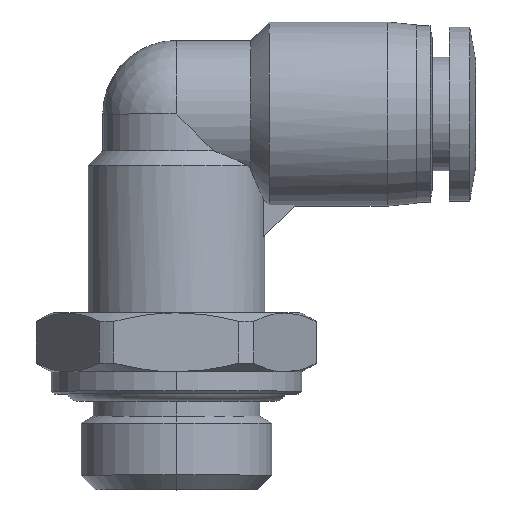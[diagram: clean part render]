
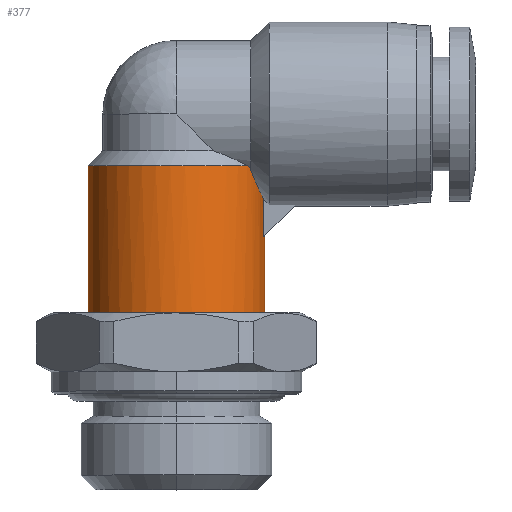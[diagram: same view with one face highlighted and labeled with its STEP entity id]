
A CAD part, top view. The second image highlights one B-rep face of the part: STEP entity #377.
In plain terms, the highlighted cylindrical face has radius 6 mm (diameter 12 mm), a partial arc.
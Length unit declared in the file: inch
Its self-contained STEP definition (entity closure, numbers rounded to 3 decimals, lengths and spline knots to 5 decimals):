
#18 = CARTESIAN_POINT ( 'NONE',  ( 0.23622, 0.20669, 0. ) ) ;
#31 = CARTESIAN_POINT ( 'NONE',  ( 0.23292, 0.20339, 0.03937 ) ) ;
#48 = DIRECTION ( 'NONE',  ( -1., 0., 0. ) ) ;
#74 = ORIENTED_EDGE ( 'NONE', *, *, #2922, .F. ) ;
#89 = CARTESIAN_POINT ( 'NONE',  ( 0.23125, 0.30733, 0.04923 ) ) ;
#172 = DIRECTION ( 'NONE',  ( 0., 1., 0. ) ) ;
#242 = CARTESIAN_POINT ( 'NONE',  ( 0.23622, 0.20669, 0. ) ) ;
#257 = CARTESIAN_POINT ( 'NONE',  ( 0.23512, 0.20559, 0.02635 ) ) ;
#262 = CARTESIAN_POINT ( 'NONE',  ( 0.23622, 0.19685, 0. ) ) ;
#265 = B_SPLINE_CURVE_WITH_KNOTS ( 'NONE', 3,
 ( #2632, #89, #1257, #1488, #1513, #1265, #1964, #340 ),
 .UNSPECIFIED., .F., .F.,
 ( 4, 2, 2, 4 ),
 ( 0., 0.00079, 0.00158, 0.00316 ),
 .UNSPECIFIED. ) ;
#331 = DIRECTION ( 'NONE',  ( 0., 1., 0. ) ) ;
#340 = CARTESIAN_POINT ( 'NONE',  ( 0.19882, 0.38157, 0.12756 ) ) ;
#343 = CARTESIAN_POINT ( 'NONE',  ( 0.1959, 0.38544, 0.13211 ) ) ;
#377 = ADVANCED_FACE ( 'NONE', ( #2769 ), #2047, .T. ) ;
#448 = ORIENTED_EDGE ( 'NONE', *, *, #2240, .T. ) ;
#459 = EDGE_LOOP ( 'NONE', ( #2338, #2862, #1448, #1264, #448, #739, #1306, #74 ) ) ;
#501 = VERTEX_POINT ( 'NONE', #1682 ) ;
#591 = VERTEX_POINT ( 'NONE', #1468 ) ;
#622 = EDGE_CURVE ( 'NONE', #2280, #2917, #640, .T. ) ;
#635 = DIRECTION ( 'NONE',  ( 0., 1., 0. ) ) ;
#640 = CIRCLE ( 'NONE', #2190, 0.23622 ) ;
#660 = EDGE_CURVE ( 'NONE', #501, #1690, #732, .T. ) ;
#674 = CARTESIAN_POINT ( 'NONE',  ( -0.23622, 0.3937, 0. ) ) ;
#732 =( BOUNDED_CURVE ( )  B_SPLINE_CURVE ( 3, ( #31, #257, #1627, #18 ),
 .UNSPECIFIED., .F., .F. ) 
 B_SPLINE_CURVE_WITH_KNOTS ( ( 4, 4 ),
 ( 6.11574, 6.28319 ),
 .UNSPECIFIED. ) 
 CURVE ( )  GEOMETRIC_REPRESENTATION_ITEM ( )  RATIONAL_B_SPLINE_CURVE ( ( 1., 0.998, 0.998, 1. ) ) 
 REPRESENTATION_ITEM ( '' )  );
#739 = ORIENTED_EDGE ( 'NONE', *, *, #790, .F. ) ;
#790 = EDGE_CURVE ( 'NONE', #591, #1362, #1583, .T. ) ;
#806 = CIRCLE ( 'NONE', #1698, 0.23622 ) ;
#832 = VECTOR ( 'NONE', #2076, 39.37008 ) ;
#869 = VECTOR ( 'NONE', #635, 39.37008 ) ;
#896 = CARTESIAN_POINT ( 'NONE',  ( 0.23292, 0.30393, 0.03937 ) ) ;
#906 = CARTESIAN_POINT ( 'NONE',  ( 0.23622, 0., 0. ) ) ;
#937 = DIRECTION ( 'NONE',  ( -1., 0., 0. ) ) ;
#1064 = EDGE_CURVE ( 'NONE', #2917, #1690, #2788, .T. ) ;
#1257 = CARTESIAN_POINT ( 'NONE',  ( 0.22908, 0.3118, 0.05835 ) ) ;
#1259 = CARTESIAN_POINT ( 'NONE',  ( 0., 0.19685, 0. ) ) ;
#1264 = ORIENTED_EDGE ( 'NONE', *, *, #2600, .T. ) ;
#1265 = CARTESIAN_POINT ( 'NONE',  ( 0.21197, 0.34891, 0.10545 ) ) ;
#1306 = ORIENTED_EDGE ( 'NONE', *, *, #1408, .T. ) ;
#1362 = VERTEX_POINT ( 'NONE', #1376 ) ;
#1376 = CARTESIAN_POINT ( 'NONE',  ( 0.19882, 0.38157, 0.12756 ) ) ;
#1408 = EDGE_CURVE ( 'NONE', #591, #1620, #806, .T. ) ;
#1448 = ORIENTED_EDGE ( 'NONE', *, *, #660, .F. ) ;
#1466 = AXIS2_PLACEMENT_3D ( 'NONE', #1259, #331, #1950 ) ;
#1468 = CARTESIAN_POINT ( 'NONE',  ( 0.18984, 0.3937, 0.14058 ) ) ;
#1488 = CARTESIAN_POINT ( 'NONE',  ( 0.22403, 0.32242, 0.07545 ) ) ;
#1497 = LINE ( 'NONE', #1805, #869 ) ;
#1513 = CARTESIAN_POINT ( 'NONE',  ( 0.22111, 0.32866, 0.08349 ) ) ;
#1583 = B_SPLINE_CURVE_WITH_KNOTS ( 'NONE', 3,
 ( #2881, #1722, #343, #2893 ),
 .UNSPECIFIED., .F., .F.,
 ( 4, 4 ),
 ( 0., 0.00051 ),
 .UNSPECIFIED. ) ;
#1598 = CARTESIAN_POINT ( 'NONE',  ( -0.23622, 0.19685, 0. ) ) ;
#1620 = VERTEX_POINT ( 'NONE', #674 ) ;
#1627 = CARTESIAN_POINT ( 'NONE',  ( 0.23622, 0.20669, 0.0132 ) ) ;
#1682 = CARTESIAN_POINT ( 'NONE',  ( 0.23292, 0.20339, 0.03937 ) ) ;
#1690 = VERTEX_POINT ( 'NONE', #242 ) ;
#1698 = AXIS2_PLACEMENT_3D ( 'NONE', #1888, #2567, #48 ) ;
#1722 = CARTESIAN_POINT ( 'NONE',  ( 0.1929, 0.38948, 0.13645 ) ) ;
#1735 = CARTESIAN_POINT ( 'NONE',  ( -0.23622, 0., 0. ) ) ;
#1805 = CARTESIAN_POINT ( 'NONE',  ( 0.23292, 0.19685, 0.03937 ) ) ;
#1888 = CARTESIAN_POINT ( 'NONE',  ( 0., 0.3937, 0. ) ) ;
#1917 = VERTEX_POINT ( 'NONE', #896 ) ;
#1950 = DIRECTION ( 'NONE',  ( -1., 0., 0. ) ) ;
#1964 = CARTESIAN_POINT ( 'NONE',  ( 0.20532, 0.36442, 0.11743 ) ) ;
#2047 = CYLINDRICAL_SURFACE ( 'NONE', #1466, 0.23622 ) ;
#2076 = DIRECTION ( 'NONE',  ( 0., 1., 0. ) ) ;
#2190 = AXIS2_PLACEMENT_3D ( 'NONE', #2790, #2984, #937 ) ;
#2240 = EDGE_CURVE ( 'NONE', #1917, #1362, #265, .T. ) ;
#2280 = VERTEX_POINT ( 'NONE', #1735 ) ;
#2338 = ORIENTED_EDGE ( 'NONE', *, *, #622, .T. ) ;
#2363 = VECTOR ( 'NONE', #172, 39.37008 ) ;
#2567 = DIRECTION ( 'NONE',  ( 0., -1., 0. ) ) ;
#2600 = EDGE_CURVE ( 'NONE', #501, #1917, #1497, .T. ) ;
#2632 = CARTESIAN_POINT ( 'NONE',  ( 0.23292, 0.30393, 0.03937 ) ) ;
#2769 = FACE_OUTER_BOUND ( 'NONE', #459, .T. ) ;
#2788 = LINE ( 'NONE', #262, #832 ) ;
#2790 = CARTESIAN_POINT ( 'NONE',  ( 0., 0., 0. ) ) ;
#2862 = ORIENTED_EDGE ( 'NONE', *, *, #1064, .T. ) ;
#2881 = CARTESIAN_POINT ( 'NONE',  ( 0.18984, 0.3937, 0.14058 ) ) ;
#2893 = CARTESIAN_POINT ( 'NONE',  ( 0.19882, 0.38157, 0.12756 ) ) ;
#2917 = VERTEX_POINT ( 'NONE', #906 ) ;
#2922 = EDGE_CURVE ( 'NONE', #2280, #1620, #2962, .T. ) ;
#2962 = LINE ( 'NONE', #1598, #2363 ) ;
#2984 = DIRECTION ( 'NONE',  ( 0., 1., 0. ) ) ;
